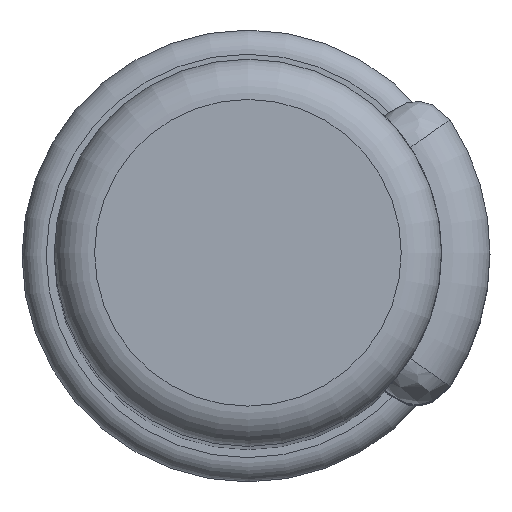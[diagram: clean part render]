
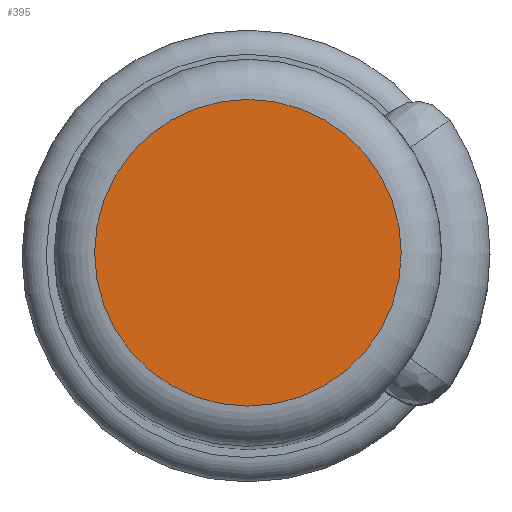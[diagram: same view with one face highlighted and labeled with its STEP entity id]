
A CAD part, top view. The second image highlights one B-rep face of the part: STEP entity #395.
In plain terms, the highlighted planar face has unit normal (0, 0, 1).
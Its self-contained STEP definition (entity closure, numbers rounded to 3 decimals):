
#124=ORIENTED_EDGE('',*,*,#231,.T.);
#231=EDGE_CURVE('',#286,#286,#301,.F.);
#286=VERTEX_POINT('',#692);
#301=CIRCLE('',#450,9.5);
#315=EDGE_LOOP('',(#124));
#353=FACE_BOUND('',#315,.T.);
#381=PLANE('',#449);
#395=ADVANCED_FACE('',(#353),#381,.F.);
#449=AXIS2_PLACEMENT_3D('',#690,#511,#512);
#450=AXIS2_PLACEMENT_3D('',#691,#513,#514);
#511=DIRECTION('',(0.,0.,-1.));
#512=DIRECTION('',(-1.,0.,0.));
#513=DIRECTION('',(0.,0.,-1.));
#514=DIRECTION('',(-1.,0.,0.));
#690=CARTESIAN_POINT('',(12.,0.,58.));
#691=CARTESIAN_POINT('',(0.,0.,58.));
#692=CARTESIAN_POINT('',(-9.5,0.,58.));
